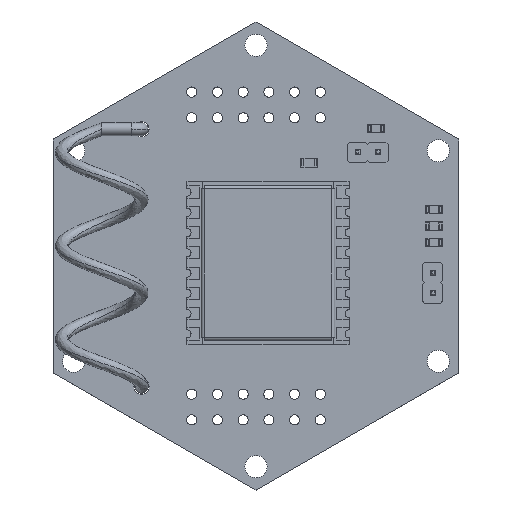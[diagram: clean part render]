
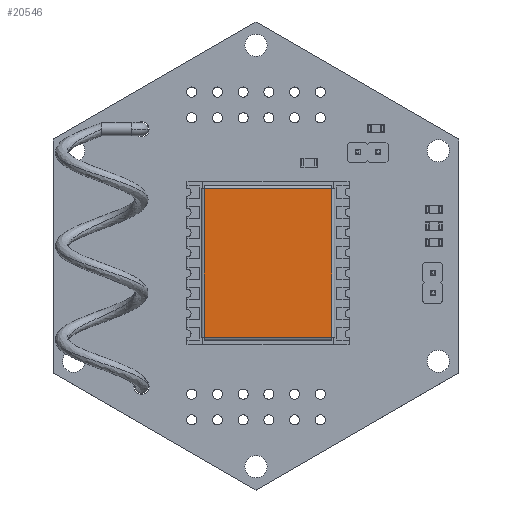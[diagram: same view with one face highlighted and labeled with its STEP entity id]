
A CAD part, top view. The second image highlights one B-rep face of the part: STEP entity #20546.
In plain terms, the highlighted face is planar.
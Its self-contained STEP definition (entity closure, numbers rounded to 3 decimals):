
#20546 = ADVANCED_FACE('',(#20547),#20581,.T.);
#20547 = FACE_BOUND('',#20548,.T.);
#20548 = EDGE_LOOP('',(#20549,#20559,#20567,#20575));
#20549 = ORIENTED_EDGE('',*,*,#20550,.T.);
#20550 = EDGE_CURVE('',#20551,#20553,#20555,.T.);
#20551 = VERTEX_POINT('',#20552);
#20552 = CARTESIAN_POINT('',(6.275,2.8,7.325));
#20553 = VERTEX_POINT('',#20554);
#20554 = CARTESIAN_POINT('',(6.275,2.8,-7.325));
#20555 = LINE('',#20556,#20557);
#20556 = CARTESIAN_POINT('',(6.275,2.8,7.45));
#20557 = VECTOR('',#20558,1.);
#20558 = DIRECTION('',(-0.,-0.,-1.));
#20559 = ORIENTED_EDGE('',*,*,#20560,.T.);
#20560 = EDGE_CURVE('',#20553,#20561,#20563,.T.);
#20561 = VERTEX_POINT('',#20562);
#20562 = CARTESIAN_POINT('',(-6.275,2.8,-7.325));
#20563 = LINE('',#20564,#20565);
#20564 = CARTESIAN_POINT('',(6.4,2.8,-7.325));
#20565 = VECTOR('',#20566,1.);
#20566 = DIRECTION('',(-1.,0.,0.));
#20567 = ORIENTED_EDGE('',*,*,#20568,.T.);
#20568 = EDGE_CURVE('',#20561,#20569,#20571,.T.);
#20569 = VERTEX_POINT('',#20570);
#20570 = CARTESIAN_POINT('',(-6.275,2.8,7.325));
#20571 = LINE('',#20572,#20573);
#20572 = CARTESIAN_POINT('',(-6.275,2.8,-7.45));
#20573 = VECTOR('',#20574,1.);
#20574 = DIRECTION('',(-0.,-0.,1.));
#20575 = ORIENTED_EDGE('',*,*,#20576,.T.);
#20576 = EDGE_CURVE('',#20569,#20551,#20577,.T.);
#20577 = LINE('',#20578,#20579);
#20578 = CARTESIAN_POINT('',(-6.4,2.8,7.325));
#20579 = VECTOR('',#20580,1.);
#20580 = DIRECTION('',(1.,0.,0.));
#20581 = PLANE('',#20582);
#20582 = AXIS2_PLACEMENT_3D('',#20583,#20584,#20585);
#20583 = CARTESIAN_POINT('',(0.,2.8,0.));
#20584 = DIRECTION('',(0.,1.,-0.));
#20585 = DIRECTION('',(0.,0.,1.));
